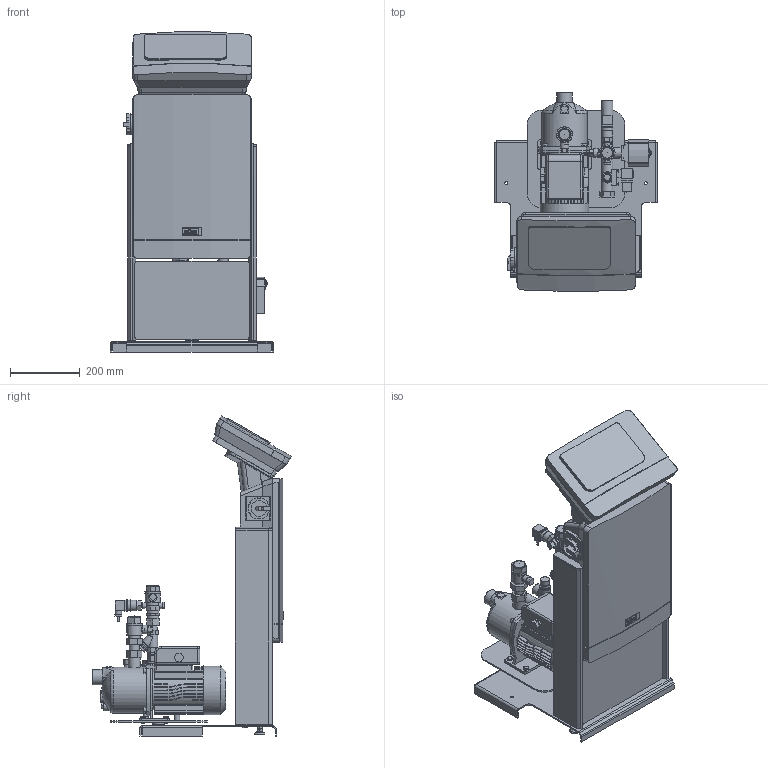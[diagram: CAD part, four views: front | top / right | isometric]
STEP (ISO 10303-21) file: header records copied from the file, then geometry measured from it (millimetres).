
FILE_DESCRIPTION(/* description */ (''),/* implementation_level */ '2;1');
FILE_NAME(/* name */ '3d_VariomatVS2-1_60-8910200.stp',/* time_stamp */ '2015-12-08T10:30:09+01:00',/* author */ ('Andrzej'),/* organization */ (''),/* preprocessor_version */ 'ST-DEVELOPER v15.5',/* originating_system */ 'AutoCAD Mechanical',/* authorisation */ '');
FILE_SCHEMA (('AUTOMOTIVE_DESIGN { 1 0 10303 214 3 1 1 }'));
Length unit declared in the file: millimetre
Products named in the file (1): Product
Bounding box: 470 x 571.09 x 919.9 mm (x, y, z)
Volume: 33711340.3 mm3; surface area: 3056517.3 mm2
Topology: 116 solids, 116 shells, 3157 faces, 7657 edges, 5043 vertices
Faces by surface type: plane 2243, cylinder 752, cone 76, torus 63, bspline 14, sphere 9
Full cylindrical faces by diameter (mm): 5 x2, 5.095 x18, 5.4 x6, 5.5 x12, 6 x5, 6.2 x2, 6.4 x1, 8 x12, 8.5 x2, 9 x16, 10 x1, 10.5 x9, 10.8 x1, 11.2 x18, 11.63 x6, 12 x2, 13 x4, 13.5 x8, 15 x5, 16 x26, 16.02 x4, 16.031 x4, 17 x11, 17.5 x22, 18.5 x1, 18.8 x2, 19 x11, 20 x31, 20.5 x3, 20.6 x6
Entity records: 91671 total; most frequent: CARTESIAN_POINT 18939, DIRECTION 14837, ORIENTED_EDGE 14192, EDGE_CURVE 7095, LINE 5115, VECTOR 5115, VERTEX_POINT 4905, AXIS2_PLACEMENT_3D 4861
